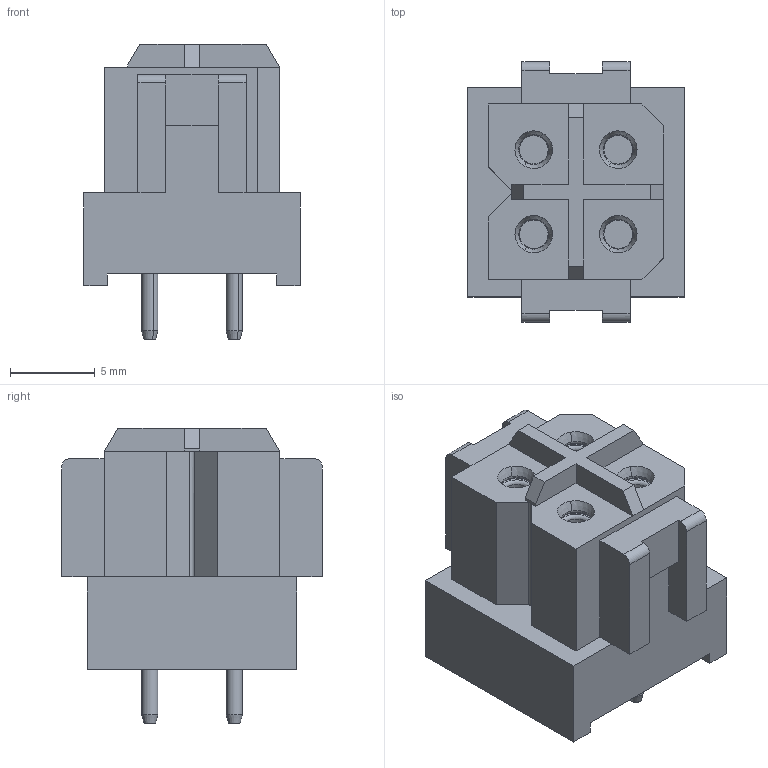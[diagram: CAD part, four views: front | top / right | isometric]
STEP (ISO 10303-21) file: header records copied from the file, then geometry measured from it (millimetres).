
FILE_DESCRIPTION(('CATIA V5 STEP Exchange','CAx-IF Rec.Pracs.--- Model Styling and Organization---1.2---2011-12-15'),'2;1');
FILE_NAME ('D1452007_0_1440300000_1440300000.stp','2018-09-20T17:39:17+00:00',('none'),('Weidmueller'),'CATIA Version 5-6 Release 2014','CATIA V5 STEP AP214','none');
FILE_SCHEMA(('AUTOMOTIVE_DESIGN { 1 0 10303 214 1 1 1 1 }'));
Length unit declared in the file: millimetre
Products named in the file (1): 1440300000
Bounding box: 12.8 x 15.4 x 17.5 mm (x, y, z)
Volume: 1651.8 mm3; surface area: 2100.2 mm2
Topology: 5 solids, 5 shells, 193 faces, 434 edges, 267 vertices
Faces by surface type: plane 84, cylinder 61, cone 32, torus 16
Entity records: 4767 total; most frequent: ORIENTED_EDGE 868, CARTESIAN_POINT 820, DIRECTION 634, EDGE_CURVE 434, AXIS2_PLACEMENT_3D 278, VERTEX_POINT 267, VECTOR 255, LINE 255
